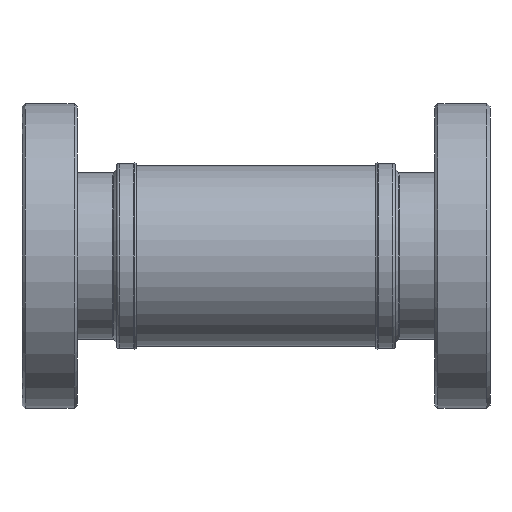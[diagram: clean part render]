
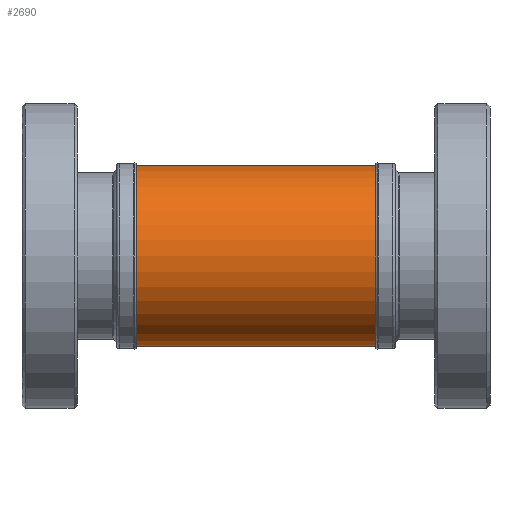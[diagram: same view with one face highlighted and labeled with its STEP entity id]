
A CAD part, left-side view. The second image highlights one B-rep face of the part: STEP entity #2690.
In plain terms, the highlighted cylindrical face has radius 20.637 mm (diameter 41.275 mm), a partial arc.
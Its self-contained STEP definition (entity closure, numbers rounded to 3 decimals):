
#116 = EDGE_CURVE ( 'NONE', #1276, #4026, #2061, .T. ) ;
#177 = DIRECTION ( 'NONE',  ( 0., -1., 0. ) ) ;
#208 = CYLINDRICAL_SURFACE ( 'NONE', #1516, 20.638 ) ;
#275 = CARTESIAN_POINT ( 'NONE',  ( 0., -117.333, -20.638 ) ) ;
#316 = EDGE_CURVE ( 'NONE', #1276, #2272, #2003, .T. ) ;
#651 = DIRECTION ( 'NONE',  ( 0., -1., 0. ) ) ;
#885 = CARTESIAN_POINT ( 'NONE',  ( 0., -32.674, 0. ) ) ;
#892 = DIRECTION ( 'NONE',  ( 0., 0., -1. ) ) ;
#1024 = AXIS2_PLACEMENT_3D ( 'NONE', #2678, #3712, #892 ) ;
#1110 = VECTOR ( 'NONE', #3396, 1000. ) ;
#1239 = CARTESIAN_POINT ( 'NONE',  ( 0., -32.674, -20.638 ) ) ;
#1276 = VERTEX_POINT ( 'NONE', #3750 ) ;
#1351 = CARTESIAN_POINT ( 'NONE',  ( 0., -55.23, -20.638 ) ) ;
#1420 = ORIENTED_EDGE ( 'NONE', *, *, #4509, .F. ) ;
#1516 = AXIS2_PLACEMENT_3D ( 'NONE', #885, #177, #1625 ) ;
#1625 = DIRECTION ( 'NONE',  ( 0., 0., -1. ) ) ;
#1844 = CARTESIAN_POINT ( 'NONE',  ( 0., -32.674, 20.638 ) ) ;
#1983 = EDGE_CURVE ( 'NONE', #2272, #2992, #2834, .T. ) ;
#2003 = CIRCLE ( 'NONE', #1024, 20.638 ) ;
#2061 = LINE ( 'NONE', #1844, #1110 ) ;
#2100 = CIRCLE ( 'NONE', #2906, 20.638 ) ;
#2218 = ORIENTED_EDGE ( 'NONE', *, *, #116, .F. ) ;
#2254 = ORIENTED_EDGE ( 'NONE', *, *, #316, .T. ) ;
#2272 = VERTEX_POINT ( 'NONE', #1351 ) ;
#2678 = CARTESIAN_POINT ( 'NONE',  ( 0., -55.23, 0. ) ) ;
#2690 = ADVANCED_FACE ( 'NONE', ( #4361 ), #208, .T. ) ;
#2789 = CARTESIAN_POINT ( 'NONE',  ( 0., -117.333, 0. ) ) ;
#2834 = LINE ( 'NONE', #1239, #4603 ) ;
#2906 = AXIS2_PLACEMENT_3D ( 'NONE', #2789, #651, #3132 ) ;
#2978 = EDGE_LOOP ( 'NONE', ( #2218, #2254, #3212, #1420 ) ) ;
#2992 = VERTEX_POINT ( 'NONE', #275 ) ;
#3132 = DIRECTION ( 'NONE',  ( 0., 0., -1. ) ) ;
#3212 = ORIENTED_EDGE ( 'NONE', *, *, #1983, .T. ) ;
#3369 = DIRECTION ( 'NONE',  ( 0., -1., 0. ) ) ;
#3396 = DIRECTION ( 'NONE',  ( 0., -1., 0. ) ) ;
#3648 = CARTESIAN_POINT ( 'NONE',  ( 0., -117.333, 20.638 ) ) ;
#3712 = DIRECTION ( 'NONE',  ( 0., -1., 0. ) ) ;
#3750 = CARTESIAN_POINT ( 'NONE',  ( 0., -55.23, 20.638 ) ) ;
#4026 = VERTEX_POINT ( 'NONE', #3648 ) ;
#4361 = FACE_OUTER_BOUND ( 'NONE', #2978, .T. ) ;
#4509 = EDGE_CURVE ( 'NONE', #4026, #2992, #2100, .T. ) ;
#4603 = VECTOR ( 'NONE', #3369, 1000. ) ;
